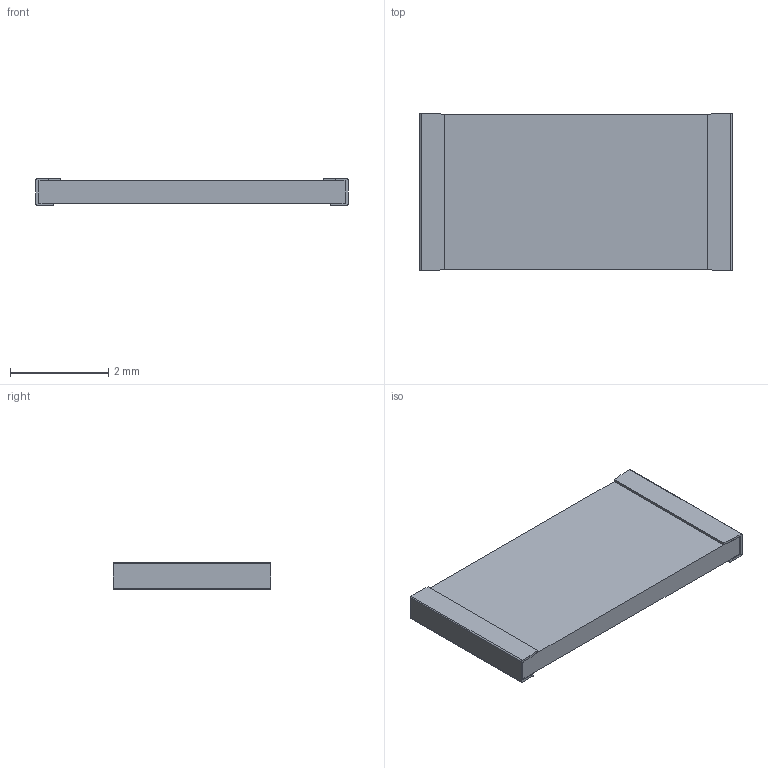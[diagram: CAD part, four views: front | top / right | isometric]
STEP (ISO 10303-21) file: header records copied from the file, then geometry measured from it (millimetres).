
FILE_DESCRIPTION(/* description */ (''),/* implementation_level */ '2;1');
FILE_NAME(/* name */ 'RES2512.stp',/* time_stamp */ '2023-10-20T14:42:55+03:00',/* author */ ('Sandman'),/* organization */ (''),/* preprocessor_version */ 'ST-DEVELOPER v18.1',/* originating_system */ 'Autodesk Inventor 2021',/* authorisation */ '');
FILE_SCHEMA (('AUTOMOTIVE_DESIGN { 1 0 10303 214 3 1 1 }'));
Length unit declared in the file: millimetre
Products named in the file (1): RES1206
Bounding box: 6.35 x 3.2 x 0.55 mm (x, y, z)
Volume: 9.3 mm3; surface area: 50.1 mm2
Topology: 1 solids, 1 shells, 48 faces, 126 edges, 80 vertices
Faces by surface type: plane 34, cylinder 14
Entity records: 1569 total; most frequent: CARTESIAN_POINT 255, ORIENTED_EDGE 252, DIRECTION 252, EDGE_CURVE 126, LINE 98, VECTOR 98, VERTEX_POINT 80, AXIS2_PLACEMENT_3D 77
